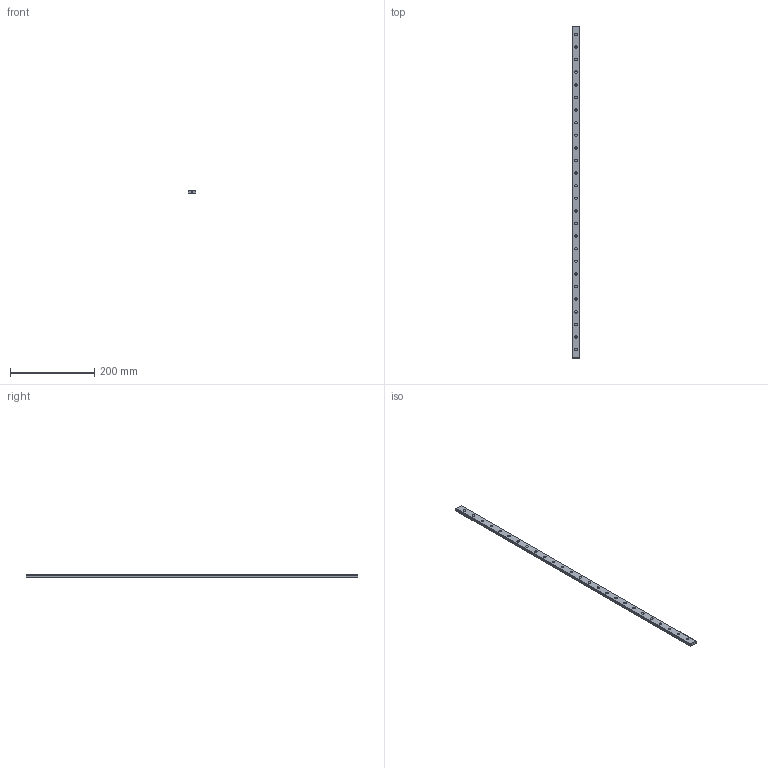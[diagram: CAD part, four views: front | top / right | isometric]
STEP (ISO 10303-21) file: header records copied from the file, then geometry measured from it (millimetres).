
FILE_DESCRIPTION(('STEP AP214'),'1');
FILE_NAME('cctmp_BE285A16-53D2-44E0-8E00-B9F22587FDCD_2021_02_22_10_58_51_0228..stp','2021-02-22T09:58:51',('HIWIN GmbH'),('CADClick - www.CADClick.com'),'Spatial InterOp 3D',' ','unknown authorization');
FILE_SCHEMA(('AUTOMOTIVE_DESIGN'));
Length unit declared in the file: millimetre
Products named in the file (1): MGWR09R790CM_FILE
Bounding box: 18 x 790 x 7 mm (x, y, z)
Volume: 93438.3 mm3; surface area: 45703.7 mm2
Topology: 1 solids, 1 shells, 329 faces, 735 edges, 490 vertices
Faces by surface type: cylinder 172, plane 157
Entity records: 11929 total; most frequent: DIRECTION 1739, CARTESIAN_POINT 1555, ORIENTED_EDGE 1470, EDGE_CURVE 735, AXIS2_PLACEMENT_3D 674, VERTEX_POINT 490, EDGE_LOOP 411, LINE 391
